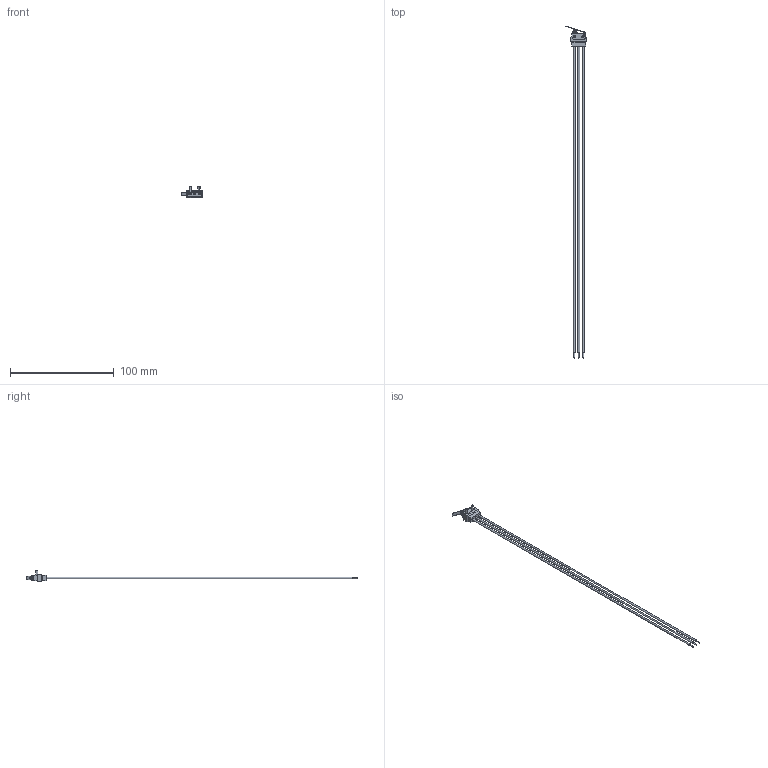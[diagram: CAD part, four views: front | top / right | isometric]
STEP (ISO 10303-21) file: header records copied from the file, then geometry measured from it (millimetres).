
FILE_DESCRIPTION((''),'2;1');
FILE_NAME('WS0850101F050WA.stp','2018-04-16T09:54:48',('mroman'),(''),'Autodesk Inventor 2012','Autodesk Inventor 2012','');
FILE_SCHEMA(('CONFIG_CONTROL_DESIGN'));
Length unit declared in the file: inch
Products named in the file (1): WS0850101F050WA
Bounding box: 20.61 x 319.36 x 11.3 mm (x, y, z)
Volume: 2919.5 mm3; surface area: 6152.6 mm2
Topology: 2 solids, 7 shells, 284 faces, 722 edges, 474 vertices
Faces by surface type: plane 164, cylinder 90, torus 15, sphere 12, cone 2, bspline 1
Full cylindrical faces by diameter (mm): 0.8 x6, 0.85 x3, 1.1 x2, 1.3 x2, 1.7 x7, 2.2 x2, 2.9 x1, 3.8 x1, 4.5 x1, 4.95 x1
Entity records: 8759 total; most frequent: CARTESIAN_POINT 1965, DIRECTION 1418, ORIENTED_EDGE 1336, EDGE_CURVE 668, AXIS2_PLACEMENT_3D 502, VERTEX_POINT 461, VECTOR 414, LINE 414
